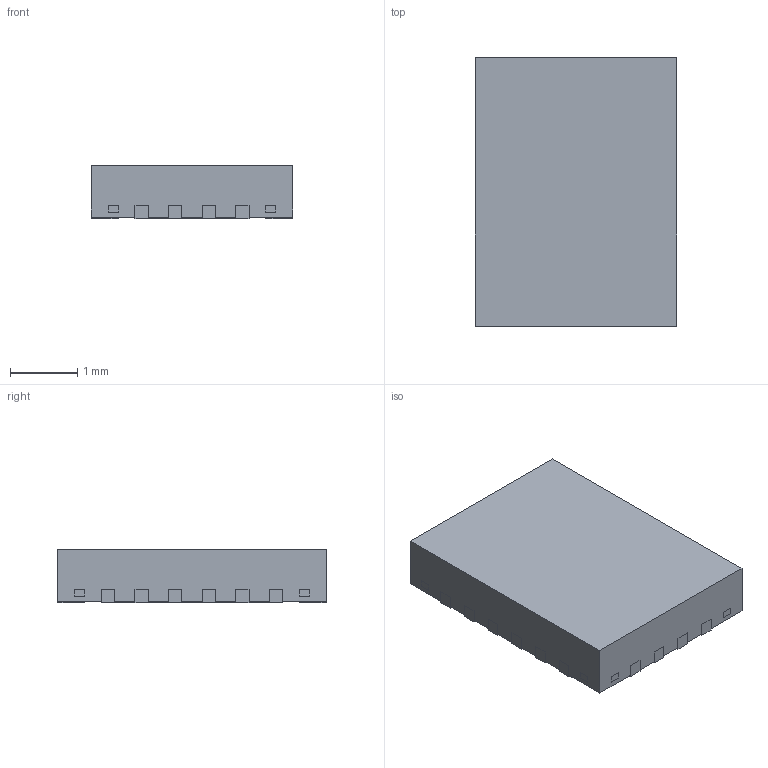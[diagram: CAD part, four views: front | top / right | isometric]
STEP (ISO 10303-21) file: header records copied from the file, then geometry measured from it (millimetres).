
FILE_DESCRIPTION(('CAx-IF Rec.Pracs.---Model Styling and Organization---1.5---2016-08-15','CAx-IF Rec.Pracs.---Geometric and Assembly Validation Properties---4.4---2016-08-17','CAx-IF Rec.Pracs.---User Defined Attributes---1.5---2016-08-15','CAx-IF Rec.Pracs.---External References---2.1---2005-01-19'),'2;1');
FILE_NAME('WQFN-20_4.0x3.0mm.step','2020-07-18T22:05:29',('Unspecified'),('Unspecified'),'CAD Exchanger 3.8.1 (cadexchanger.com)','Unspecified','');
FILE_SCHEMA(('AUTOMOTIVE_DESIGN { 1 0 10303 214 1 1 1 1 }'));
Length unit declared in the file: millimetre
Products named in the file (4): RVC0020A_ASM; BODY-QFN; FRAME-RVC0020A; PIN1-ID
Assembly tree (3 placements, depth 2):
  RVC0020A_ASM
    BODY-QFN
    FRAME-RVC0020A
    PIN1-ID
Bounding box: 3 x 4 x 0.8 mm (x, y, z)
Volume: 9.4 mm3; surface area: 63.5 mm2
Topology: 26 solids, 26 shells, 285 faces, 690 edges, 460 vertices
Faces by surface type: plane 285
Entity records: 8735 total; most frequent: CARTESIAN_POINT 1442, ORIENTED_EDGE 1380, DIRECTION 1268, EDGE_CURVE 690, LINE 690, VECTOR 690, VERTEX_POINT 460, FACE_BOUND 296
